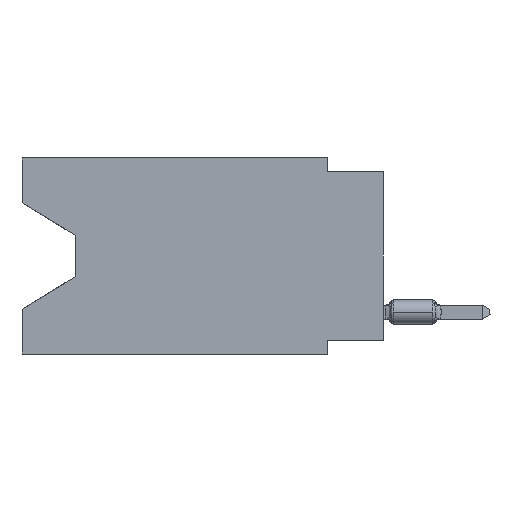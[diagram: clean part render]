
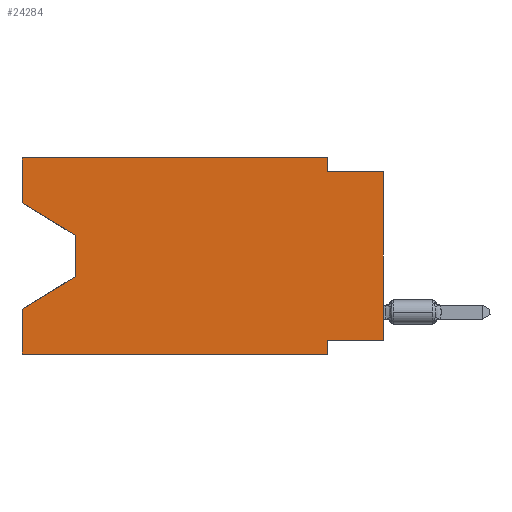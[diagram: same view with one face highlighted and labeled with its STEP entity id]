
A CAD part, left-side view. The second image highlights one B-rep face of the part: STEP entity #24284.
In plain terms, the highlighted planar face has unit normal (-1, 0, 0).
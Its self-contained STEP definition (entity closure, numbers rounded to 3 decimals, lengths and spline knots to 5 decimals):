
#1243 = CARTESIAN_POINT ( 'NONE',  ( 0., 0.55, -0.212 ) ) ;
#1612 = AXIS2_PLACEMENT_3D ( 'NONE', #28049, #22221, #61316 ) ;
#2828 = CARTESIAN_POINT ( 'NONE',  ( 0., 0.645, 0. ) ) ;
#3717 = VERTEX_POINT ( 'NONE', #28378 ) ;
#5114 = VECTOR ( 'NONE', #58834, 39.37008 ) ;
#6313 = VECTOR ( 'NONE', #13698, 39.37008 ) ;
#6960 = ORIENTED_EDGE ( 'NONE', *, *, #27778, .T. ) ;
#6996 = EDGE_CURVE ( 'NONE', #8472, #38052, #42148, .T. ) ;
#7433 = CARTESIAN_POINT ( 'NONE',  ( 0., 0.55, -0.138 ) ) ;
#7554 = DIRECTION ( 'NONE',  ( 0., 0., 1. ) ) ;
#7638 = CARTESIAN_POINT ( 'NONE',  ( 0., 0.1, -0.35 ) ) ;
#8291 = ORIENTED_EDGE ( 'NONE', *, *, #53075, .F. ) ;
#8472 = VERTEX_POINT ( 'NONE', #7433 ) ;
#11860 = DIRECTION ( 'NONE',  ( 0., -1., 0. ) ) ;
#12768 = EDGE_CURVE ( 'NONE', #24210, #8472, #23991, .T. ) ;
#12914 = LINE ( 'NONE', #18056, #44998 ) ;
#13036 = VECTOR ( 'NONE', #15099, 39.37008 ) ;
#13072 = DIRECTION ( 'NONE',  ( 0., 0., 1. ) ) ;
#13203 = EDGE_CURVE ( 'NONE', #68823, #3717, #12914, .T. ) ;
#13311 = LINE ( 'NONE', #46558, #22862 ) ;
#13698 = DIRECTION ( 'NONE',  ( 0., 0.855, -0.519 ) ) ;
#14938 = DIRECTION ( 'NONE',  ( 0., 1., 0. ) ) ;
#15099 = DIRECTION ( 'NONE',  ( 0., 0., -1. ) ) ;
#15556 = ORIENTED_EDGE ( 'NONE', *, *, #17110, .F. ) ;
#16615 = CARTESIAN_POINT ( 'NONE',  ( 0., 0.1, -0.025 ) ) ;
#17110 = EDGE_CURVE ( 'NONE', #24210, #69612, #46290, .T. ) ;
#17761 = VECTOR ( 'NONE', #13072, 39.37008 ) ;
#17924 = LINE ( 'NONE', #44991, #69743 ) ;
#18056 = CARTESIAN_POINT ( 'NONE',  ( 0., 0., -0.025 ) ) ;
#18562 = LINE ( 'NONE', #2828, #17761 ) ;
#18649 = LINE ( 'NONE', #69446, #5114 ) ;
#19385 = CARTESIAN_POINT ( 'NONE',  ( 0., 0.645, -0.35 ) ) ;
#20221 = CARTESIAN_POINT ( 'NONE',  ( 0., 0.55, -0.138 ) ) ;
#20623 = ORIENTED_EDGE ( 'NONE', *, *, #56492, .F. ) ;
#20972 = VERTEX_POINT ( 'NONE', #45431 ) ;
#21999 = VECTOR ( 'NONE', #71454, 39.37008 ) ;
#22221 = DIRECTION ( 'NONE',  ( 1., 0., 0. ) ) ;
#22862 = VECTOR ( 'NONE', #11860, 39.37008 ) ;
#23318 = ORIENTED_EDGE ( 'NONE', *, *, #67515, .F. ) ;
#23991 = LINE ( 'NONE', #29821, #62458 ) ;
#24210 = VERTEX_POINT ( 'NONE', #32106 ) ;
#24284 = ADVANCED_FACE ( 'NONE', ( #28772 ), #71923, .F. ) ;
#25877 = EDGE_CURVE ( 'NONE', #64873, #36629, #18649, .T. ) ;
#27428 = CARTESIAN_POINT ( 'NONE',  ( 0., 0.1, 0. ) ) ;
#27632 = ORIENTED_EDGE ( 'NONE', *, *, #6996, .T. ) ;
#27778 = EDGE_CURVE ( 'NONE', #38052, #70215, #40004, .T. ) ;
#28049 = CARTESIAN_POINT ( 'NONE',  ( 0., 0.645, 0. ) ) ;
#28378 = CARTESIAN_POINT ( 'NONE',  ( 0., 0., -0.025 ) ) ;
#28685 = CARTESIAN_POINT ( 'NONE',  ( 0., 0.1, -0.325 ) ) ;
#28772 = FACE_OUTER_BOUND ( 'NONE', #48306, .T. ) ;
#29773 = ORIENTED_EDGE ( 'NONE', *, *, #13203, .F. ) ;
#29821 = CARTESIAN_POINT ( 'NONE',  ( 0., 0.645, -0.08025 ) ) ;
#30272 = CARTESIAN_POINT ( 'NONE',  ( 0., 0.55, -0.212 ) ) ;
#31190 = CARTESIAN_POINT ( 'NONE',  ( 0., 0.645, -0.26975 ) ) ;
#31710 = LINE ( 'NONE', #34757, #57571 ) ;
#32106 = CARTESIAN_POINT ( 'NONE',  ( 0., 0.645, -0.08025 ) ) ;
#32707 = ORIENTED_EDGE ( 'NONE', *, *, #25877, .F. ) ;
#34757 = CARTESIAN_POINT ( 'NONE',  ( 0., 0., -0.325 ) ) ;
#36629 = VERTEX_POINT ( 'NONE', #7638 ) ;
#38052 = VERTEX_POINT ( 'NONE', #30272 ) ;
#38343 = DIRECTION ( 'NONE',  ( 0., 0., -1. ) ) ;
#39131 = DIRECTION ( 'NONE',  ( 0., -1., 0. ) ) ;
#39246 = EDGE_CURVE ( 'NONE', #20972, #64873, #31710, .T. ) ;
#40004 = LINE ( 'NONE', #1243, #6313 ) ;
#40687 = DIRECTION ( 'NONE',  ( 0., -1., 0. ) ) ;
#41753 = VECTOR ( 'NONE', #7554, 39.37008 ) ;
#42148 = LINE ( 'NONE', #20221, #13036 ) ;
#42773 = CARTESIAN_POINT ( 'NONE',  ( 0., 0.1, 0. ) ) ;
#43848 = LINE ( 'NONE', #42773, #65423 ) ;
#44134 = CARTESIAN_POINT ( 'NONE',  ( 0., 0.645, 0. ) ) ;
#44991 = CARTESIAN_POINT ( 'NONE',  ( 0., 0.645, 0. ) ) ;
#44998 = VECTOR ( 'NONE', #40687, 39.37008 ) ;
#45431 = CARTESIAN_POINT ( 'NONE',  ( 0., 0., -0.325 ) ) ;
#45792 = ORIENTED_EDGE ( 'NONE', *, *, #12768, .T. ) ;
#46290 = LINE ( 'NONE', #68574, #41753 ) ;
#46558 = CARTESIAN_POINT ( 'NONE',  ( 0., 0.645, -0.35 ) ) ;
#46758 = ORIENTED_EDGE ( 'NONE', *, *, #49643, .T. ) ;
#48306 = EDGE_LOOP ( 'NONE', ( #45792, #27632, #6960, #23318, #46758, #32707, #51324, #65141, #29773, #20623, #8291, #15556 ) ) ;
#48480 = LINE ( 'NONE', #49164, #21999 ) ;
#49164 = CARTESIAN_POINT ( 'NONE',  ( 0., 0., 0. ) ) ;
#49643 = EDGE_CURVE ( 'NONE', #67088, #36629, #13311, .T. ) ;
#51324 = ORIENTED_EDGE ( 'NONE', *, *, #39246, .F. ) ;
#52107 = DIRECTION ( 'NONE',  ( 0., -0.855, -0.519 ) ) ;
#53075 = EDGE_CURVE ( 'NONE', #69612, #68256, #17924, .T. ) ;
#56492 = EDGE_CURVE ( 'NONE', #68256, #68823, #43848, .T. ) ;
#57571 = VECTOR ( 'NONE', #14938, 39.37008 ) ;
#58834 = DIRECTION ( 'NONE',  ( 0., 0., -1. ) ) ;
#61316 = DIRECTION ( 'NONE',  ( 0., 0., -1. ) ) ;
#62129 = EDGE_CURVE ( 'NONE', #20972, #3717, #48480, .T. ) ;
#62458 = VECTOR ( 'NONE', #52107, 39.37008 ) ;
#64873 = VERTEX_POINT ( 'NONE', #28685 ) ;
#65141 = ORIENTED_EDGE ( 'NONE', *, *, #62129, .T. ) ;
#65423 = VECTOR ( 'NONE', #38343, 39.37008 ) ;
#67088 = VERTEX_POINT ( 'NONE', #19385 ) ;
#67515 = EDGE_CURVE ( 'NONE', #67088, #70215, #18562, .T. ) ;
#68256 = VERTEX_POINT ( 'NONE', #27428 ) ;
#68574 = CARTESIAN_POINT ( 'NONE',  ( 0., 0.645, 0. ) ) ;
#68823 = VERTEX_POINT ( 'NONE', #16615 ) ;
#69446 = CARTESIAN_POINT ( 'NONE',  ( 0., 0.1, -0.35 ) ) ;
#69612 = VERTEX_POINT ( 'NONE', #44134 ) ;
#69743 = VECTOR ( 'NONE', #39131, 39.37008 ) ;
#70215 = VERTEX_POINT ( 'NONE', #31190 ) ;
#71454 = DIRECTION ( 'NONE',  ( 0., 0., 1. ) ) ;
#71923 = PLANE ( 'NONE',  #1612 ) ;
